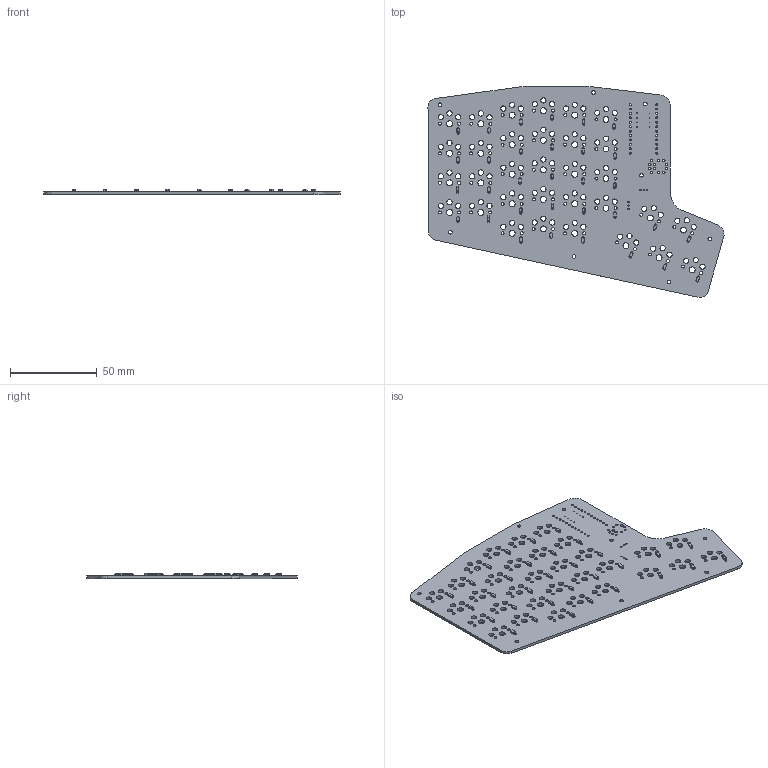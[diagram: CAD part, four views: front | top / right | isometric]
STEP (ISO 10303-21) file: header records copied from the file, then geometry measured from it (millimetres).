
FILE_DESCRIPTION(('KiCad electronic assembly'),'2;1');
FILE_NAME('Split V2.step','2024-12-13T21:57:13',('Pcbnew'),('Kicad'), 'Open CASCADE STEP processor 7.8','KiCad to STEP converter','Unknown' );
FILE_SCHEMA(('AUTOMOTIVE_DESIGN { 1 0 10303 214 1 1 1 1 }'));
Length unit declared in the file: millimetre
Products named in the file (4): Split V2 1; D_SOD-123; D_SOD_123; Split V2_PCB
Assembly tree (34 placements, depth 3):
  Split V2 1
    D_SOD-123  x32
      D_SOD_123
    Split V2_PCB
Bounding box: 170.24 x 121.3 x 2.9 mm (x, y, z)
Volume: 22505.5 mm3; surface area: 32291.5 mm2
Topology: 33 solids, 33 shells, 2439 faces, 5871 edges, 3530 vertices
Faces by surface type: plane 1084, bspline 832, cylinder 523
Full cylindrical faces by diameter (mm): 0.4 x8, 0.762 x2, 0.8 x4, 1.092 x24, 1.5 x4, 1.702 x64, 2.1 x8, 3 x96, 3.429 x32
Entity records: 13821 total; most frequent: DIRECTION 2295, CARTESIAN_POINT 2220, ORIENTED_EDGE 2070, EDGE_CURVE 1035, AXIS2_PLACEMENT_3D 921, FACE_BOUND 863, EDGE_LOOP 863, VERTEX_POINT 678
